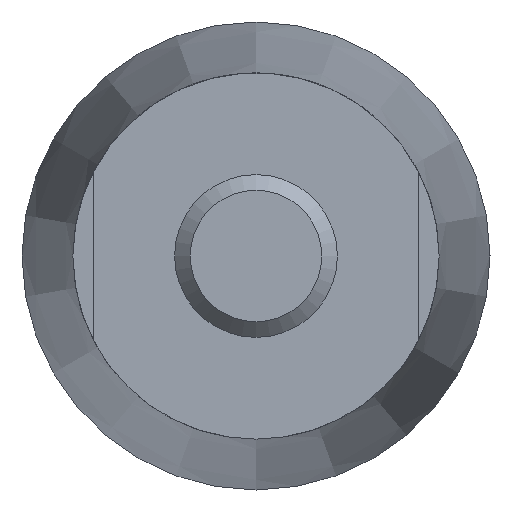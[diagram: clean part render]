
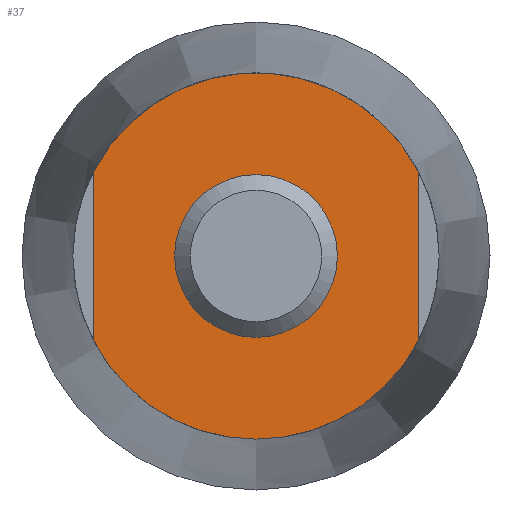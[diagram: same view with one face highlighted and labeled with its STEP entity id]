
A CAD part, left-side view. The second image highlights one B-rep face of the part: STEP entity #37.
In plain terms, the highlighted planar face has unit normal (-1, 0, 0).
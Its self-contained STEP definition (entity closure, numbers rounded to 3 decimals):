
#37 = ADVANCED_FACE( '', ( #80, #81 ), #82, .F. );
#80 = FACE_OUTER_BOUND( '', #134, .T. );
#81 = FACE_BOUND( '', #135, .T. );
#82 = PLANE( '', #136 );
#134 = EDGE_LOOP( '', ( #216, #217, #218, #219 ) );
#135 = EDGE_LOOP( '', ( #220 ) );
#136 = AXIS2_PLACEMENT_3D( '', #221, #222, #223 );
#216 = ORIENTED_EDGE( '', *, *, #304, .F. );
#217 = ORIENTED_EDGE( '', *, *, #305, .F. );
#218 = ORIENTED_EDGE( '', *, *, #306, .F. );
#219 = ORIENTED_EDGE( '', *, *, #307, .F. );
#220 = ORIENTED_EDGE( '', *, *, #308, .T. );
#221 = CARTESIAN_POINT( '', ( 0., 4., 0. ) );
#222 = DIRECTION( '', ( 1., 0., 0. ) );
#223 = DIRECTION( '', ( 0., 0., -1. ) );
#304 = EDGE_CURVE( '', #337, #338, #339, .T. );
#305 = EDGE_CURVE( '', #340, #337, #341, .T. );
#306 = EDGE_CURVE( '', #342, #340, #343, .T. );
#307 = EDGE_CURVE( '', #338, #342, #344, .T. );
#308 = EDGE_CURVE( '', #345, #345, #346, .T. );
#337 = VERTEX_POINT( '', #384 );
#338 = VERTEX_POINT( '', #385 );
#339 = LINE( '', #386, #387 );
#340 = VERTEX_POINT( '', #388 );
#341 = CIRCLE( '', #389, 9. );
#342 = VERTEX_POINT( '', #390 );
#343 = LINE( '', #391, #392 );
#344 = CIRCLE( '', #393, 9. );
#345 = VERTEX_POINT( '', #394 );
#346 = CIRCLE( '', #395, 4. );
#384 = CARTESIAN_POINT( '', ( 0., 8., -4.123 ) );
#385 = CARTESIAN_POINT( '', ( 0., 8., 4.123 ) );
#386 = CARTESIAN_POINT( '', ( 0., 8., 0. ) );
#387 = VECTOR( '', #438, 1000. );
#388 = CARTESIAN_POINT( '', ( 0., -8., -4.123 ) );
#389 = AXIS2_PLACEMENT_3D( '', #439, #440, #441 );
#390 = CARTESIAN_POINT( '', ( 0., -8., 4.123 ) );
#391 = CARTESIAN_POINT( '', ( 0., -8., 0. ) );
#392 = VECTOR( '', #442, 1000. );
#393 = AXIS2_PLACEMENT_3D( '', #443, #444, #445 );
#394 = CARTESIAN_POINT( '', ( 0., 0., -4. ) );
#395 = AXIS2_PLACEMENT_3D( '', #446, #447, #448 );
#438 = DIRECTION( '', ( 0., 0., 1. ) );
#439 = CARTESIAN_POINT( '', ( 0., 0., 0. ) );
#440 = DIRECTION( '', ( 1., 0., 0. ) );
#441 = DIRECTION( '', ( 0., 0., -1. ) );
#442 = DIRECTION( '', ( 0., 0., -1. ) );
#443 = CARTESIAN_POINT( '', ( 0., 0., 0. ) );
#444 = DIRECTION( '', ( 1., 0., 0. ) );
#445 = DIRECTION( '', ( 0., 0., -1. ) );
#446 = CARTESIAN_POINT( '', ( 0., 0., 0. ) );
#447 = DIRECTION( '', ( 1., 0., 0. ) );
#448 = DIRECTION( '', ( 0., 0., -1. ) );
